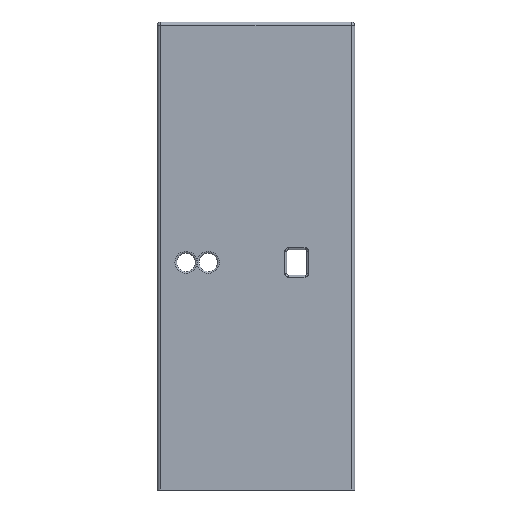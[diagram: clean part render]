
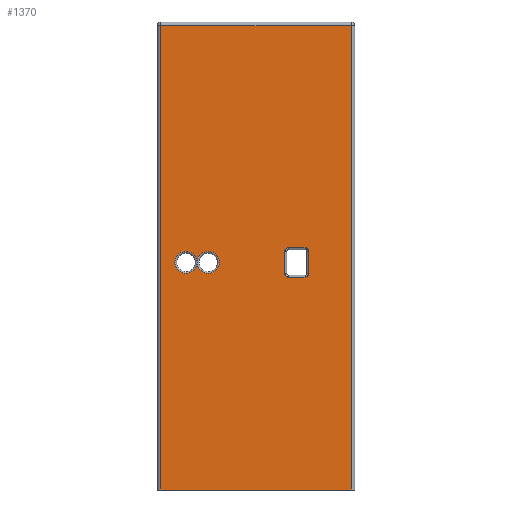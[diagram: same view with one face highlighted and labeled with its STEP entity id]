
A CAD part, left-side view. The second image highlights one B-rep face of the part: STEP entity #1370.
In plain terms, the highlighted planar face has unit normal (-1, 0, 0).
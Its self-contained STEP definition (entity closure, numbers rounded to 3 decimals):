
#22=FACE_BOUND('',#231,.T.);
#23=FACE_BOUND('',#232,.T.);
#24=FACE_BOUND('',#233,.T.);
#63=CIRCLE('',#1486,3.);
#65=CIRCLE('',#1489,3.);
#66=CIRCLE('',#1490,1.);
#67=CIRCLE('',#1491,1.);
#68=CIRCLE('',#1492,1.);
#69=CIRCLE('',#1493,1.);
#144=FACE_OUTER_BOUND('',#230,.T.);
#230=EDGE_LOOP('',(#966,#967,#968,#969));
#231=EDGE_LOOP('',(#970));
#232=EDGE_LOOP('',(#971,#972,#973,#974,#975,#976,#977,#978));
#233=EDGE_LOOP('',(#979));
#342=LINE('',#2159,#477);
#343=LINE('',#2161,#478);
#344=LINE('',#2163,#479);
#345=LINE('',#2164,#480);
#346=LINE('',#2171,#481);
#347=LINE('',#2175,#482);
#348=LINE('',#2179,#483);
#349=LINE('',#2182,#484);
#477=VECTOR('',#1699,10.);
#478=VECTOR('',#1700,10.);
#479=VECTOR('',#1701,10.);
#480=VECTOR('',#1702,10.);
#481=VECTOR('',#1707,10.);
#482=VECTOR('',#1710,10.);
#483=VECTOR('',#1713,10.);
#484=VECTOR('',#1716,10.);
#616=VERTEX_POINT('',#2153);
#617=VERTEX_POINT('',#2157);
#618=VERTEX_POINT('',#2158);
#619=VERTEX_POINT('',#2160);
#620=VERTEX_POINT('',#2162);
#621=VERTEX_POINT('',#2165);
#622=VERTEX_POINT('',#2167);
#623=VERTEX_POINT('',#2168);
#624=VERTEX_POINT('',#2170);
#625=VERTEX_POINT('',#2172);
#626=VERTEX_POINT('',#2174);
#627=VERTEX_POINT('',#2176);
#628=VERTEX_POINT('',#2178);
#629=VERTEX_POINT('',#2180);
#748=EDGE_CURVE('',#616,#616,#63,.T.);
#750=EDGE_CURVE('',#617,#618,#342,.T.);
#751=EDGE_CURVE('',#619,#617,#343,.T.);
#752=EDGE_CURVE('',#620,#619,#344,.T.);
#753=EDGE_CURVE('',#620,#618,#345,.T.);
#754=EDGE_CURVE('',#621,#621,#65,.T.);
#755=EDGE_CURVE('',#622,#623,#66,.T.);
#756=EDGE_CURVE('',#624,#622,#346,.T.);
#757=EDGE_CURVE('',#625,#624,#67,.T.);
#758=EDGE_CURVE('',#626,#625,#347,.T.);
#759=EDGE_CURVE('',#627,#626,#68,.T.);
#760=EDGE_CURVE('',#628,#627,#348,.T.);
#761=EDGE_CURVE('',#629,#628,#69,.T.);
#762=EDGE_CURVE('',#623,#629,#349,.T.);
#966=ORIENTED_EDGE('',*,*,#750,.F.);
#967=ORIENTED_EDGE('',*,*,#751,.F.);
#968=ORIENTED_EDGE('',*,*,#752,.F.);
#969=ORIENTED_EDGE('',*,*,#753,.T.);
#970=ORIENTED_EDGE('',*,*,#754,.F.);
#971=ORIENTED_EDGE('',*,*,#755,.F.);
#972=ORIENTED_EDGE('',*,*,#756,.F.);
#973=ORIENTED_EDGE('',*,*,#757,.F.);
#974=ORIENTED_EDGE('',*,*,#758,.F.);
#975=ORIENTED_EDGE('',*,*,#759,.F.);
#976=ORIENTED_EDGE('',*,*,#760,.F.);
#977=ORIENTED_EDGE('',*,*,#761,.F.);
#978=ORIENTED_EDGE('',*,*,#762,.F.);
#979=ORIENTED_EDGE('',*,*,#748,.F.);
#1326=PLANE('',#1488);
#1370=ADVANCED_FACE('',(#144,#22,#23,#24),#1326,.T.);
#1486=AXIS2_PLACEMENT_3D('',#2154,#1693,#1694);
#1488=AXIS2_PLACEMENT_3D('',#2156,#1697,#1698);
#1489=AXIS2_PLACEMENT_3D('',#2166,#1703,#1704);
#1490=AXIS2_PLACEMENT_3D('',#2169,#1705,#1706);
#1491=AXIS2_PLACEMENT_3D('',#2173,#1708,#1709);
#1492=AXIS2_PLACEMENT_3D('',#2177,#1711,#1712);
#1493=AXIS2_PLACEMENT_3D('',#2181,#1714,#1715);
#1693=DIRECTION('center_axis',(-1.,0.,0.));
#1694=DIRECTION('ref_axis',(0.,0.,
-1.));
#1697=DIRECTION('center_axis',(-1.,0.,0.));
#1698=DIRECTION('ref_axis',(0.,1.,0.));
#1699=DIRECTION('',(0.,0.,-1.));
#1700=DIRECTION('',(0.,-1.,0.));
#1701=DIRECTION('',(0.,0.,1.));
#1702=DIRECTION('',(0.,-1.,0.));
#1703=DIRECTION('center_axis',(-1.,0.,0.));
#1704=DIRECTION('ref_axis',(0.,0.,
-1.));
#1705=DIRECTION('center_axis',(-1.,0.,0.));
#1706=DIRECTION('ref_axis',(0.,-0.707,-0.707));
#1707=DIRECTION('',(0.,-1.,0.));
#1708=DIRECTION('center_axis',(-1.,0.,0.));
#1709=DIRECTION('ref_axis',(0.,0.707,-0.707));
#1710=DIRECTION('',(0.,0.,-1.));
#1711=DIRECTION('center_axis',(-1.,0.,0.));
#1712=DIRECTION('ref_axis',(0.,0.707,0.707));
#1713=DIRECTION('',(0.,1.,0.));
#1714=DIRECTION('center_axis',(-1.,0.,0.));
#1715=DIRECTION('ref_axis',(0.,-0.707,0.707));
#1716=DIRECTION('',(0.,0.,1.));
#2153=CARTESIAN_POINT('',(-9.9,-3.18,-58.));
#2154=CARTESIAN_POINT('Origin',(-9.9,-3.18,-61.));
#2156=CARTESIAN_POINT('Origin',(-9.9,-49.15,0.));
#2157=CARTESIAN_POINT('',(-9.9,-48.15,3.5));
#2158=CARTESIAN_POINT('',(-9.9,-48.15,-123.));
#2159=CARTESIAN_POINT('',(-9.9,-48.15,0.));
#2160=CARTESIAN_POINT('',(-9.9,3.65,3.5));
#2161=CARTESIAN_POINT('',(-9.9,-35.7,3.5));
#2162=CARTESIAN_POINT('',(-9.9,3.65,-123.));
#2163=CARTESIAN_POINT('',(-9.9,3.65,0.));
#2164=CARTESIAN_POINT('',(-9.9,-35.7,-123.));
#2165=CARTESIAN_POINT('',(-9.9,-9.23,-58.));
#2166=CARTESIAN_POINT('Origin',(-9.9,-9.23,-61.));
#2167=CARTESIAN_POINT('',(-9.9,-35.6,-65.));
#2168=CARTESIAN_POINT('',(-9.9,-36.6,-64.));
#2169=CARTESIAN_POINT('Origin',(-9.9,-35.6,-64.));
#2170=CARTESIAN_POINT('',(-9.9,-31.1,-65.));
#2171=CARTESIAN_POINT('',(-9.9,-39.875,-65.));
#2172=CARTESIAN_POINT('',(-9.9,-30.1,-64.));
#2173=CARTESIAN_POINT('Origin',(-9.9,-31.1,-64.));
#2174=CARTESIAN_POINT('',(-9.9,-30.1,-58.));
#2175=CARTESIAN_POINT('',(-9.9,-30.1,-28.75));
#2176=CARTESIAN_POINT('',(-9.9,-31.1,-57.));
#2177=CARTESIAN_POINT('Origin',(-9.9,-31.1,-58.));
#2178=CARTESIAN_POINT('',(-9.9,-35.6,-57.));
#2179=CARTESIAN_POINT('',(-9.9,-42.625,-57.));
#2180=CARTESIAN_POINT('',(-9.9,-36.6,-58.));
#2181=CARTESIAN_POINT('Origin',(-9.9,-35.6,-58.));
#2182=CARTESIAN_POINT('',(-9.9,-36.6,-32.25));
